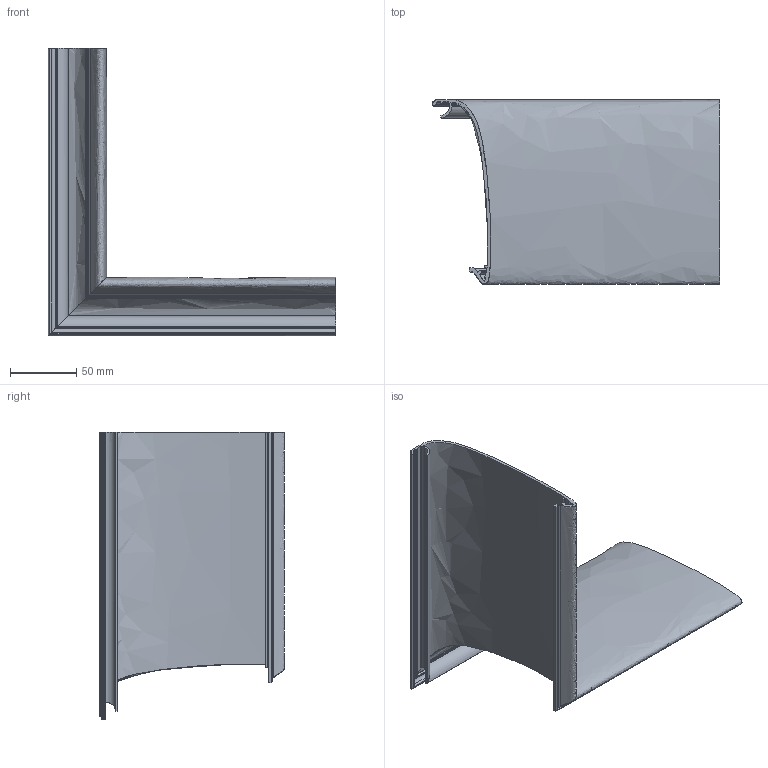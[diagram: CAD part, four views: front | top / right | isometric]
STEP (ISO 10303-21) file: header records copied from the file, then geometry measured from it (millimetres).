
FILE_DESCRIPTION (( 'STEP AP214' ), '1' );
FILE_NAME ('6115885.stp', '2016-06-21T09:24:13', ( '' ), ( '' ), 'SwSTEP 2.0', 'SolidWorks 2014', '' );
FILE_SCHEMA (( 'AUTOMOTIVE_DESIGN' ));
Length unit declared in the file: millimetre
Products named in the file (3): 6115885; 047641_Standard
Assembly tree (2 placements, depth 2):
  6115885
    047641_Standard
    047641_Standard
Bounding box: 218.08 x 139.81 x 218 mm (x, y, z)
Volume: 103488.4 mm3; surface area: 154041.7 mm2
Topology: 2 solids, 2 shells, 128 faces, 372 edges, 248 vertices
Faces by surface type: cylinder 68, plane 50, bspline 10
Entity records: 5084 total; most frequent: CARTESIAN_POINT 1797, ORIENTED_EDGE 744, DIRECTION 598, EDGE_CURVE 372, VERTEX_POINT 248, LINE 216, VECTOR 216, AXIS2_PLACEMENT_3D 191
